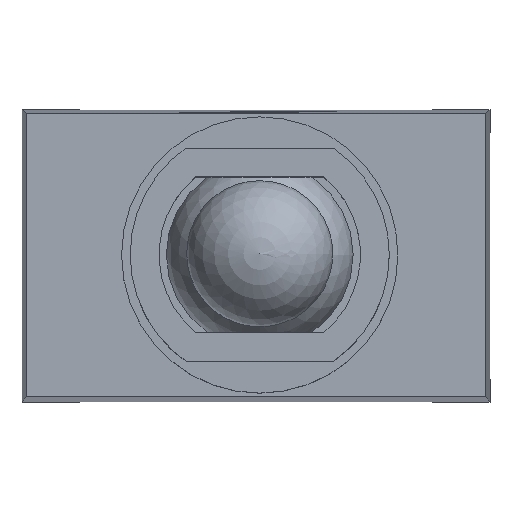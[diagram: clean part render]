
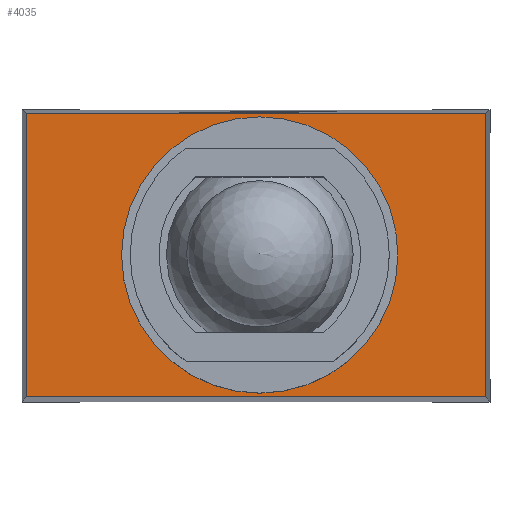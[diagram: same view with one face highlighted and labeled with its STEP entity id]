
A CAD part, top view. The second image highlights one B-rep face of the part: STEP entity #4035.
In plain terms, the highlighted planar face has unit normal (0, 0, 1).
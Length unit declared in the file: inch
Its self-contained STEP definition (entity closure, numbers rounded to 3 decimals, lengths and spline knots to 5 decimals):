
#505=CARTESIAN_POINT('',(0.09449,0.,0.35));
#506=VERTEX_POINT('',#505);
#507=CARTESIAN_POINT('',(0.0,0.0,0.35));
#508=DIRECTION('',(0.0,0.0,-1.0));
#509=DIRECTION('',(-1.0,0.0,0.0));
#510=AXIS2_PLACEMENT_3D('',#507,#508,#509);
#511=CIRCLE('',#510,0.09449);
#512=EDGE_CURVE('',#506,#506,#511,.T.);
#3484=CARTESIAN_POINT('',(-0.15954,0.09695,0.35));
#3485=VERTEX_POINT('',#3484);
#3492=CARTESIAN_POINT('',(0.15443,0.09695,0.35));
#3493=VERTEX_POINT('',#3492);
#3494=CARTESIAN_POINT('',(-0.15954,0.09695,0.35));
#3495=DIRECTION('',(1.0,0.0,0.0));
#3496=VECTOR('',#3495,0.31397);
#3497=LINE('',#3494,#3496);
#3498=EDGE_CURVE('',#3485,#3493,#3497,.T.);
#3857=CARTESIAN_POINT('',(0.15443,-0.09695,0.35));
#3858=VERTEX_POINT('',#3857);
#3859=CARTESIAN_POINT('',(0.15443,0.09695,0.35));
#3860=DIRECTION('',(0.0,-1.0,0.0));
#3861=VECTOR('',#3860,0.19389);
#3862=LINE('',#3859,#3861);
#3863=EDGE_CURVE('',#3493,#3858,#3862,.T.);
#3979=CARTESIAN_POINT('',(-0.15954,-0.09695,0.35));
#3980=VERTEX_POINT('',#3979);
#3987=CARTESIAN_POINT('',(-0.15954,-0.09695,0.35));
#3988=DIRECTION('',(0.0,1.0,0.0));
#3989=VECTOR('',#3988,0.19389);
#3990=LINE('',#3987,#3989);
#3991=EDGE_CURVE('',#3980,#3485,#3990,.T.);
#4008=CARTESIAN_POINT('',(0.15443,-0.09695,0.35));
#4009=DIRECTION('',(-1.0,0.0,0.0));
#4010=VECTOR('',#4009,0.31397);
#4011=LINE('',#4008,#4010);
#4012=EDGE_CURVE('',#3858,#3980,#4011,.T.);
#4021=CARTESIAN_POINT('',(0.17012,0.10664,0.35));
#4022=DIRECTION('',(0.0,0.0,1.0));
#4023=DIRECTION('',(1.0,0.0,0.0));
#4024=AXIS2_PLACEMENT_3D('',#4021,#4022,#4023);
#4025=PLANE('',#4024);
#4026=ORIENTED_EDGE('',*,*,#3991,.F.);
#4027=ORIENTED_EDGE('',*,*,#4012,.F.);
#4028=ORIENTED_EDGE('',*,*,#3863,.F.);
#4029=ORIENTED_EDGE('',*,*,#3498,.F.);
#4030=EDGE_LOOP('',(#4026,#4027,#4028,#4029));
#4031=FACE_OUTER_BOUND('',#4030,.T.);
#4032=ORIENTED_EDGE('',*,*,#512,.T.);
#4033=EDGE_LOOP('',(#4032));
#4034=FACE_BOUND('',#4033,.T.);
#4035=ADVANCED_FACE('',(#4031,#4034),#4025,.T.);
